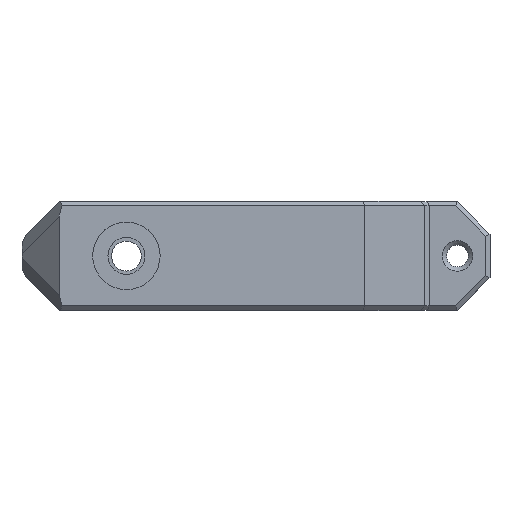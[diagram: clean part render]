
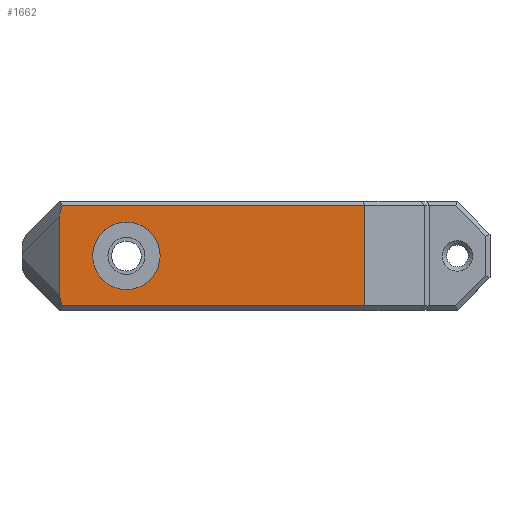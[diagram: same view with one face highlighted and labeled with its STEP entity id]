
A CAD part, top view. The second image highlights one B-rep face of the part: STEP entity #1662.
In plain terms, the highlighted face is planar.
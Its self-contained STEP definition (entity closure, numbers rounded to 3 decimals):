
#9 = CARTESIAN_POINT ( 'NONE',  ( 21.908, -14.434, 4.6 ) ) ;
#137 = DIRECTION ( 'NONE',  ( -1., 0., 0. ) ) ;
#184 = DIRECTION ( 'NONE',  ( 0., 0., 1. ) ) ;
#230 = CARTESIAN_POINT ( 'NONE',  ( 21.908, -14.434, -5. ) ) ;
#243 = VECTOR ( 'NONE', #457, 1000. ) ;
#265 = ORIENTED_EDGE ( 'NONE', *, *, #581, .F. ) ;
#269 = ORIENTED_EDGE ( 'NONE', *, *, #394, .F. ) ;
#276 = FACE_BOUND ( 'NONE', #1451, .T. ) ;
#278 = VERTEX_POINT ( 'NONE', #601 ) ;
#293 = LINE ( 'NONE', #1190, #243 ) ;
#351 = EDGE_CURVE ( 'NONE', #1322, #2049, #432, .T. ) ;
#353 = LINE ( 'NONE', #1398, #1444 ) ;
#377 = AXIS2_PLACEMENT_3D ( 'NONE', #1953, #2129, #443 ) ;
#394 = EDGE_CURVE ( 'NONE', #278, #2049, #353, .T. ) ;
#432 = LINE ( 'NONE', #1593, #1652 ) ;
#438 = ORIENTED_EDGE ( 'NONE', *, *, #1685, .T. ) ;
#443 = DIRECTION ( 'NONE',  ( 1., 0., 0. ) ) ;
#448 = DIRECTION ( 'NONE',  ( 1., 0., 0. ) ) ;
#457 = DIRECTION ( 'NONE',  ( 0., 0., 1. ) ) ;
#463 = VERTEX_POINT ( 'NONE', #1855 ) ;
#494 = CARTESIAN_POINT ( 'NONE',  ( -3.951, -14.434, -11.929 ) ) ;
#581 = EDGE_CURVE ( 'NONE', #463, #463, #1342, .T. ) ;
#587 = DIRECTION ( 'NONE',  ( -0.259, 0., -0.966 ) ) ;
#590 = CARTESIAN_POINT ( 'NONE',  ( -5.915, -14.434, -4.6 ) ) ;
#601 = CARTESIAN_POINT ( 'NONE',  ( -6.166, -14.434, -3.662 ) ) ;
#699 = EDGE_CURVE ( 'NONE', #1158, #1322, #1443, .T. ) ;
#726 = ORIENTED_EDGE ( 'NONE', *, *, #699, .T. ) ;
#753 = DIRECTION ( 'NONE',  ( 1., 0., 0. ) ) ;
#892 = VERTEX_POINT ( 'NONE', #2139 ) ;
#1124 = CARTESIAN_POINT ( 'NONE',  ( 21.908, -14.434, -4.6 ) ) ;
#1158 = VERTEX_POINT ( 'NONE', #9 ) ;
#1190 = CARTESIAN_POINT ( 'NONE',  ( 21.908, -14.434, -5. ) ) ;
#1221 = VECTOR ( 'NONE', #137, 1000. ) ;
#1257 = CARTESIAN_POINT ( 'NONE',  ( -6.166, -14.434, 3.662 ) ) ;
#1302 = AXIS2_PLACEMENT_3D ( 'NONE', #230, #1439, #448 ) ;
#1315 = LINE ( 'NONE', #494, #1615 ) ;
#1322 = VERTEX_POINT ( 'NONE', #2135 ) ;
#1342 = CIRCLE ( 'NONE', #377, 3.1 ) ;
#1398 = CARTESIAN_POINT ( 'NONE',  ( -6.166, -14.434, -5. ) ) ;
#1437 = ORIENTED_EDGE ( 'NONE', *, *, #351, .T. ) ;
#1439 = DIRECTION ( 'NONE',  ( 0., -1., 0. ) ) ;
#1443 = LINE ( 'NONE', #1617, #1221 ) ;
#1444 = VECTOR ( 'NONE', #184, 1000. ) ;
#1451 = EDGE_LOOP ( 'NONE', ( #265 ) ) ;
#1499 = DIRECTION ( 'NONE',  ( 0.259, 0., -0.966 ) ) ;
#1547 = EDGE_LOOP ( 'NONE', ( #726, #1437, #269, #1701, #438, #1781 ) ) ;
#1587 = PLANE ( 'NONE',  #1302 ) ;
#1593 = CARTESIAN_POINT ( 'NONE',  ( -6.451, -14.434, 2.599 ) ) ;
#1615 = VECTOR ( 'NONE', #1499, 1000. ) ;
#1617 = CARTESIAN_POINT ( 'NONE',  ( -6.166, -14.434, 4.6 ) ) ;
#1652 = VECTOR ( 'NONE', #587, 1000. ) ;
#1662 = ADVANCED_FACE ( 'NONE', ( #276, #1968 ), #1587, .T. ) ;
#1685 = EDGE_CURVE ( 'NONE', #2110, #892, #2121, .T. ) ;
#1701 = ORIENTED_EDGE ( 'NONE', *, *, #1829, .T. ) ;
#1781 = ORIENTED_EDGE ( 'NONE', *, *, #2178, .T. ) ;
#1829 = EDGE_CURVE ( 'NONE', #278, #2110, #1315, .T. ) ;
#1855 = CARTESIAN_POINT ( 'NONE',  ( 3.1, -14.434, 0. ) ) ;
#1953 = CARTESIAN_POINT ( 'NONE',  ( 0., -14.434, 0. ) ) ;
#1968 = FACE_OUTER_BOUND ( 'NONE', #1547, .T. ) ;
#2032 = VECTOR ( 'NONE', #753, 1000. ) ;
#2049 = VERTEX_POINT ( 'NONE', #1257 ) ;
#2110 = VERTEX_POINT ( 'NONE', #590 ) ;
#2121 = LINE ( 'NONE', #1124, #2032 ) ;
#2129 = DIRECTION ( 'NONE',  ( 0., -1., 0. ) ) ;
#2135 = CARTESIAN_POINT ( 'NONE',  ( -5.915, -14.434, 4.6 ) ) ;
#2139 = CARTESIAN_POINT ( 'NONE',  ( 21.908, -14.434, -4.6 ) ) ;
#2178 = EDGE_CURVE ( 'NONE', #892, #1158, #293, .T. ) ;
